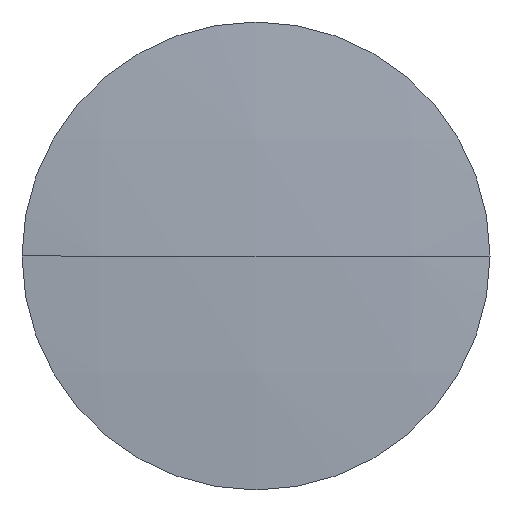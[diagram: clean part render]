
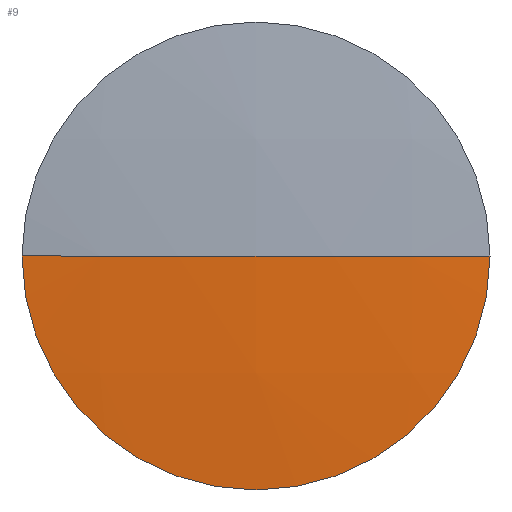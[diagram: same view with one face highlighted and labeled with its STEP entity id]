
A CAD part, left-side view. The second image highlights one B-rep face of the part: STEP entity #9.
In plain terms, the highlighted spherical face has radius 135.4 mm.
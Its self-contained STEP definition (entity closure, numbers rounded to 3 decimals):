
#5 = CARTESIAN_POINT ( 'NONE',  ( 258.012, 65.217, 0. ) ) ;
#9 = ADVANCED_FACE ( 'NONE', ( #72 ), #154, .T. ) ;
#13 = EDGE_CURVE ( 'NONE', #49, #176, #78, .T. ) ;
#15 = EDGE_LOOP ( 'NONE', ( #187, #84, #112 ) ) ;
#18 = CARTESIAN_POINT ( 'NONE',  ( 123.19, 65.217, 0. ) ) ;
#22 = VERTEX_POINT ( 'NONE', #75 ) ;
#24 = EDGE_CURVE ( 'NONE', #22, #49, #145, .T. ) ;
#29 = AXIS2_PLACEMENT_3D ( 'NONE', #117, #34, #33 ) ;
#33 = DIRECTION ( 'NONE',  ( 0., 1., 0. ) ) ;
#34 = DIRECTION ( 'NONE',  ( 0., 0., -1. ) ) ;
#43 = DIRECTION ( 'NONE',  ( 1., 0., 0. ) ) ;
#47 = CIRCLE ( 'NONE', #143, 135.4 ) ;
#49 = VERTEX_POINT ( 'NONE', #61 ) ;
#58 = AXIS2_PLACEMENT_3D ( 'NONE', #18, #101, #148 ) ;
#61 = CARTESIAN_POINT ( 'NONE',  ( 123.19, 52.717, 0. ) ) ;
#72 = FACE_OUTER_BOUND ( 'NONE', #15, .T. ) ;
#75 = CARTESIAN_POINT ( 'NONE',  ( 123.19, 77.717, 0. ) ) ;
#78 = CIRCLE ( 'NONE', #29, 135.4 ) ;
#84 = ORIENTED_EDGE ( 'NONE', *, *, #13, .T. ) ;
#87 = DIRECTION ( 'NONE',  ( 0., 0., -1. ) ) ;
#98 = DIRECTION ( 'NONE',  ( 0., 1., 0. ) ) ;
#101 = DIRECTION ( 'NONE',  ( -1., 0., 0. ) ) ;
#112 = ORIENTED_EDGE ( 'NONE', *, *, #114, .F. ) ;
#114 = EDGE_CURVE ( 'NONE', #22, #176, #47, .T. ) ;
#117 = CARTESIAN_POINT ( 'NONE',  ( 258.012, 65.217, 0. ) ) ;
#137 = DIRECTION ( 'NONE',  ( 0., 0., 1. ) ) ;
#138 = CARTESIAN_POINT ( 'NONE',  ( 258.012, 65.217, 0. ) ) ;
#143 = AXIS2_PLACEMENT_3D ( 'NONE', #138, #137, #43 ) ;
#145 = CIRCLE ( 'NONE', #58, 12.5 ) ;
#148 = DIRECTION ( 'NONE',  ( 0., -1., 0. ) ) ;
#154 = SPHERICAL_SURFACE ( 'NONE', #179, 135.4 ) ;
#176 = VERTEX_POINT ( 'NONE', #185 ) ;
#179 = AXIS2_PLACEMENT_3D ( 'NONE', #5, #87, #98 ) ;
#185 = CARTESIAN_POINT ( 'NONE',  ( 122.612, 65.217, 0. ) ) ;
#187 = ORIENTED_EDGE ( 'NONE', *, *, #24, .T. ) ;
